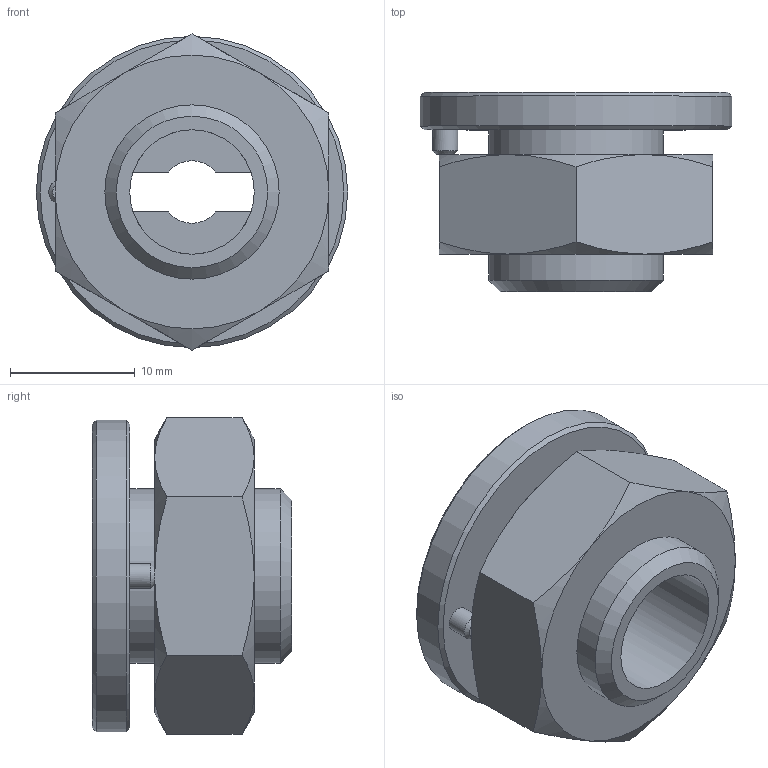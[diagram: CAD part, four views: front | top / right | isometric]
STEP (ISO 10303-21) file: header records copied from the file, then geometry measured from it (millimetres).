
FILE_DESCRIPTION( ( 'STEP AP214' ), '1' );
FILE_NAME( 'K1062.50.stp', '2020-12-10T09:42:12', ( '' ), ( '' ), ' ', 'PARTsolutions', ' ' );
FILE_SCHEMA( ( 'AUTOMOTIVE_DESIGN { 1 0 10303 214 1 1 1 1 }' ) );
Length unit declared in the file: millimetre
Products named in the file (1): _K1062.50
Bounding box: 25 x 16 x 25.4 mm (x, y, z)
Volume: 4415.2 mm3; surface area: 2913.1 mm2
Topology: 1 solids, 1 shells, 44 faces, 98 edges, 59 vertices
Faces by surface type: plane 19, cone 17, cylinder 8
Full cylindrical faces by diameter (mm): 2 x2, 10 x1, 14 x2, 25 x1
Entity records: 1608 total; most frequent: CARTESIAN_POINT 331, DIRECTION 190, ORIENTED_EDGE 170, EDGE_CURVE 85, AXIS2_PLACEMENT_3D 84, EDGE_LOOP 62, VERTEX_POINT 57, FACE_OUTER_BOUND 50
